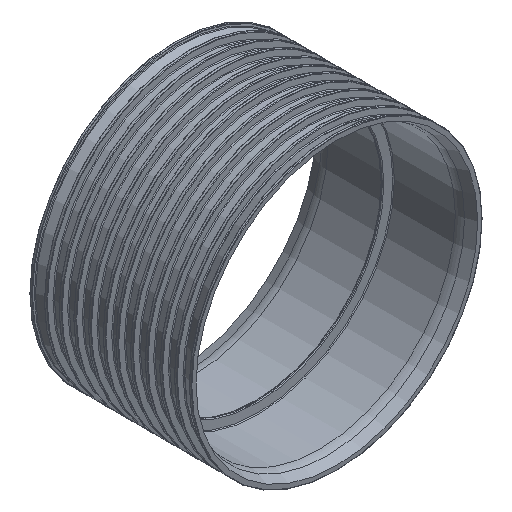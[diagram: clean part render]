
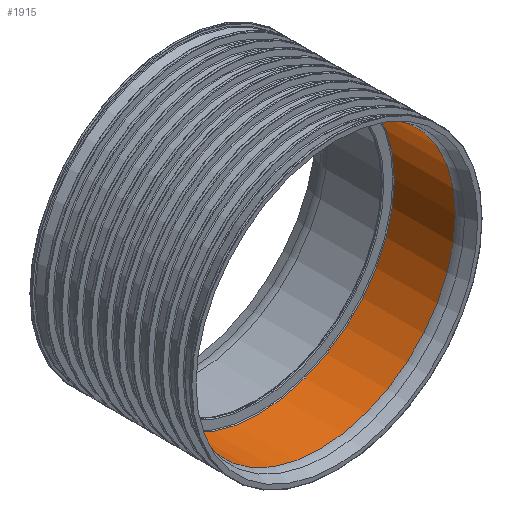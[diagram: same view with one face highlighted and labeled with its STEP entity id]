
A CAD part, isometric view. The second image highlights one B-rep face of the part: STEP entity #1915.
In plain terms, the highlighted cylindrical face has radius 342.5 mm (diameter 685 mm), a full revolution.
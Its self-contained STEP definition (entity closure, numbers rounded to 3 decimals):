
#101=FACE_OUTER_BOUND('',#211,.T.);
#211=EDGE_LOOP('',(#1241,#1242,#1243,#1244,#1245,#1246));
#323=LINE('',#3250,#377);
#377=VECTOR('',#2434,342.5);
#431=CIRCLE('',#2049,342.5);
#432=CIRCLE('',#2050,342.5);
#433=CIRCLE('',#2051,342.5);
#434=CIRCLE('',#2052,342.5);
#701=VERTEX_POINT('',#3246);
#702=VERTEX_POINT('',#3247);
#703=VERTEX_POINT('',#3249);
#704=VERTEX_POINT('',#3251);
#917=EDGE_CURVE('',#701,#702,#431,.T.);
#918=EDGE_CURVE('',#702,#703,#323,.T.);
#919=EDGE_CURVE('',#704,#703,#432,.T.);
#920=EDGE_CURVE('',#703,#704,#433,.T.);
#921=EDGE_CURVE('',#702,#701,#434,.T.);
#1241=ORIENTED_EDGE('',*,*,#917,.T.);
#1242=ORIENTED_EDGE('',*,*,#918,.T.);
#1243=ORIENTED_EDGE('',*,*,#919,.F.);
#1244=ORIENTED_EDGE('',*,*,#920,.F.);
#1245=ORIENTED_EDGE('',*,*,#918,.F.);
#1246=ORIENTED_EDGE('',*,*,#921,.T.);
#1889=CYLINDRICAL_SURFACE('',#2048,342.5);
#1915=ADVANCED_FACE('',(#101),#1889,.F.);
#2048=AXIS2_PLACEMENT_3D('',#3245,#2430,#2431);
#2049=AXIS2_PLACEMENT_3D('',#3248,#2432,#2433);
#2050=AXIS2_PLACEMENT_3D('',#3252,#2435,#2436);
#2051=AXIS2_PLACEMENT_3D('',#3253,#2437,#2438);
#2052=AXIS2_PLACEMENT_3D('',#3254,#2439,#2440);
#2430=DIRECTION('center_axis',(0.,-1.,0.));
#2431=DIRECTION('ref_axis',(-1.,0.,0.));
#2432=DIRECTION('center_axis',(0.,-1.,0.));
#2433=DIRECTION('ref_axis',(1.,0.,0.));
#2434=DIRECTION('',(0.,1.,0.));
#2435=DIRECTION('center_axis',(0.,-1.,0.));
#2436=DIRECTION('ref_axis',(1.,0.,0.));
#2437=DIRECTION('center_axis',(0.,-1.,0.));
#2438=DIRECTION('ref_axis',(1.,0.,0.));
#2439=DIRECTION('center_axis',(0.,-1.,0.));
#2440=DIRECTION('ref_axis',(1.,0.,0.));
#3245=CARTESIAN_POINT('Origin',(0.,120.543,0.));
#3246=CARTESIAN_POINT('',(0.,43.699,342.5));
#3247=CARTESIAN_POINT('',(342.5,43.699,0.));
#3248=CARTESIAN_POINT('Origin',(0.,43.699,0.));
#3249=CARTESIAN_POINT('',(342.5,197.387,0.));
#3250=CARTESIAN_POINT('',(342.5,120.543,0.));
#3251=CARTESIAN_POINT('',(0.,197.387,342.5));
#3252=CARTESIAN_POINT('Origin',(0.,197.387,0.));
#3253=CARTESIAN_POINT('Origin',(0.,197.387,0.));
#3254=CARTESIAN_POINT('Origin',(0.,43.699,0.));
